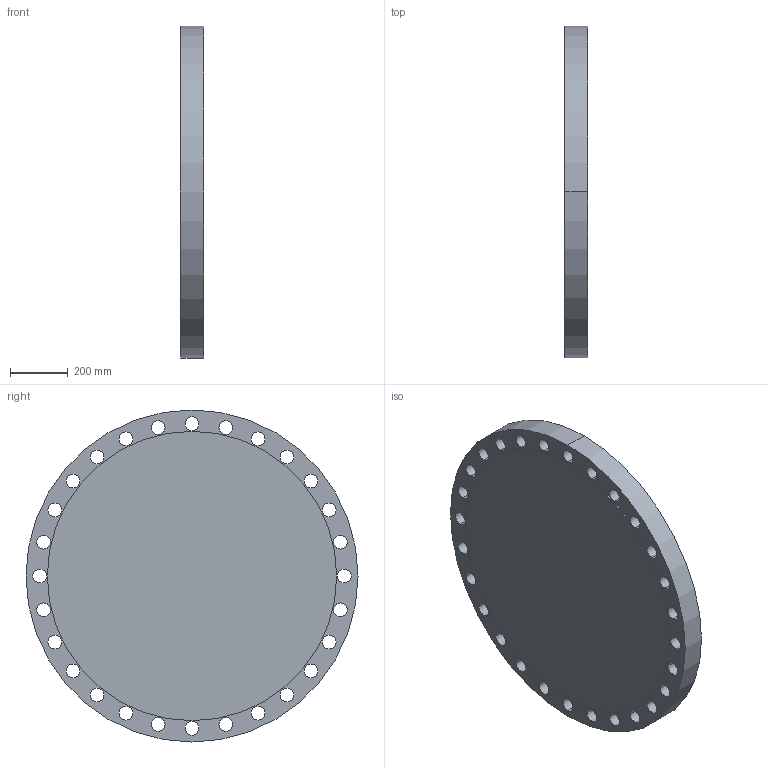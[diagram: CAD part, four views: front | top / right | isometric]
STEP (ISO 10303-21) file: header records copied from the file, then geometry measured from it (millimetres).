
FILE_DESCRIPTION (( 'STEP AP203' ), '1' );
FILE_NAME ('32_CL250_B161_RF_BLF.STEP', '2024-01-12T22:58:34', ( '' ), ( '' ), 'SwSTEP 2.0', 'SolidWorks 2023', '' );
FILE_SCHEMA (( 'CONFIG_CONTROL_DESIGN' ));
Length unit declared in the file: inch
Products named in the file (1): 32_CL250_B161_RF_BLF
Bounding box: 80.96 x 1149.35 x 1149.35 mm (x, y, z)
Volume: 79644718.2 mm3; surface area: 2599401.5 mm2
Topology: 1 solids, 1 shells, 63 faces, 180 edges, 120 vertices
Faces by surface type: cylinder 60, plane 3
Entity records: 2325 total; most frequent: DIRECTION 428, CARTESIAN_POINT 364, ORIENTED_EDGE 360, AXIS2_PLACEMENT_3D 184, EDGE_CURVE 180, EDGE_LOOP 120, CIRCLE 120, VERTEX_POINT 120
